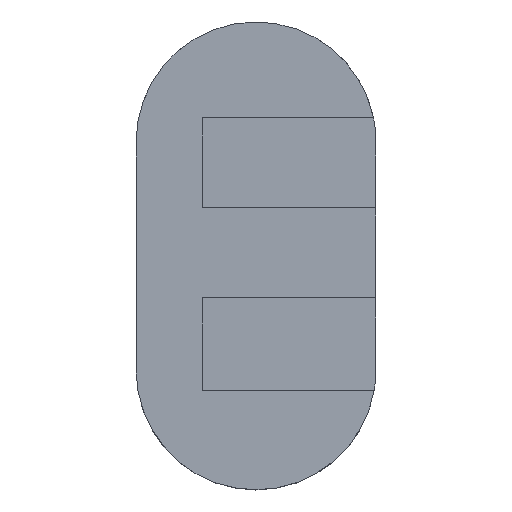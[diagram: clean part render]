
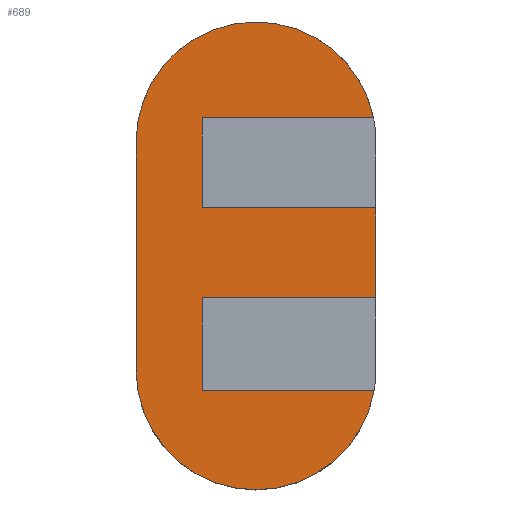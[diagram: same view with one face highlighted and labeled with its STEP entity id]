
A CAD part, top view. The second image highlights one B-rep face of the part: STEP entity #689.
In plain terms, the highlighted planar face has unit normal (0, 0, 1).
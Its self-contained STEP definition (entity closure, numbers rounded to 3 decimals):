
#40=CIRCLE('',#749,2.);
#42=CIRCLE('',#753,2.);
#88=FACE_OUTER_BOUND('',#126,.T.);
#126=EDGE_LOOP('',(#596,#597,#598,#599,#600,#601,#602,#603,#604,#605));
#157=LINE('',#1030,#229);
#161=LINE('',#1038,#233);
#167=LINE('',#1050,#239);
#170=LINE('',#1059,#242);
#174=LINE('',#1067,#246);
#181=LINE('',#1084,#253);
#195=LINE('',#1135,#267);
#199=LINE('',#1147,#271);
#229=VECTOR('',#824,10.);
#233=VECTOR('',#830,10.);
#239=VECTOR('',#840,10.);
#242=VECTOR('',#849,10.);
#246=VECTOR('',#855,10.);
#253=VECTOR('',#872,10.);
#267=VECTOR('',#932,10.);
#271=VECTOR('',#944,10.);
#297=VERTEX_POINT('',#1028);
#298=VERTEX_POINT('',#1029);
#301=VERTEX_POINT('',#1037);
#305=VERTEX_POINT('',#1049);
#307=VERTEX_POINT('',#1057);
#308=VERTEX_POINT('',#1058);
#311=VERTEX_POINT('',#1066);
#315=VERTEX_POINT('',#1078);
#332=VERTEX_POINT('',#1140);
#334=VERTEX_POINT('',#1146);
#369=EDGE_CURVE('',#297,#298,#157,.T.);
#373=EDGE_CURVE('',#298,#301,#161,.T.);
#379=EDGE_CURVE('',#305,#297,#167,.T.);
#383=EDGE_CURVE('',#307,#308,#170,.T.);
#387=EDGE_CURVE('',#308,#311,#174,.T.);
#396=EDGE_CURVE('',#315,#307,#181,.T.);
#422=EDGE_CURVE('',#301,#315,#195,.T.);
#425=EDGE_CURVE('',#332,#305,#40,.T.);
#428=EDGE_CURVE('',#334,#332,#199,.T.);
#431=EDGE_CURVE('',#311,#334,#42,.T.);
#596=ORIENTED_EDGE('',*,*,#373,.T.);
#597=ORIENTED_EDGE('',*,*,#422,.T.);
#598=ORIENTED_EDGE('',*,*,#396,.T.);
#599=ORIENTED_EDGE('',*,*,#383,.T.);
#600=ORIENTED_EDGE('',*,*,#387,.T.);
#601=ORIENTED_EDGE('',*,*,#431,.T.);
#602=ORIENTED_EDGE('',*,*,#428,.T.);
#603=ORIENTED_EDGE('',*,*,#425,.T.);
#604=ORIENTED_EDGE('',*,*,#379,.T.);
#605=ORIENTED_EDGE('',*,*,#369,.T.);
#651=PLANE('',#754);
#689=ADVANCED_FACE('',(#88),#651,.T.);
#749=AXIS2_PLACEMENT_3D('',#1141,#938,#939);
#753=AXIS2_PLACEMENT_3D('',#1151,#950,#951);
#754=AXIS2_PLACEMENT_3D('',#1152,#952,#953);
#824=DIRECTION('',(0.,1.,0.));
#830=DIRECTION('',(1.,0.,0.));
#840=DIRECTION('',(-1.,0.,0.));
#849=DIRECTION('',(0.,1.,0.));
#855=DIRECTION('',(1.,0.,0.));
#872=DIRECTION('',(-1.,0.,0.));
#932=DIRECTION('',(0.,1.,0.));
#938=DIRECTION('center_axis',(0.,0.,1.));
#939=DIRECTION('ref_axis',(-1.,0.,0.));
#944=DIRECTION('',(0.,-1.,0.));
#950=DIRECTION('center_axis',(0.,0.,1.));
#951=DIRECTION('ref_axis',(1.,0.,0.));
#952=DIRECTION('center_axis',(0.,0.,1.));
#953=DIRECTION('ref_axis',(-1.,0.,0.));
#1028=CARTESIAN_POINT('',(17.091,14.5,2.4));
#1029=CARTESIAN_POINT('',(17.091,16.05,2.4));
#1030=CARTESIAN_POINT('',(17.091,16.4,2.4));
#1037=CARTESIAN_POINT('',(19.991,16.05,2.4));
#1038=CARTESIAN_POINT('',(18.991,16.05,2.4));
#1049=CARTESIAN_POINT('',(19.96,14.5,2.4));
#1050=CARTESIAN_POINT('',(17.541,14.5,2.4));
#1057=CARTESIAN_POINT('',(17.091,17.55,2.4));
#1058=CARTESIAN_POINT('',(17.091,19.05,2.4));
#1059=CARTESIAN_POINT('',(17.091,17.9,2.4));
#1066=CARTESIAN_POINT('',(19.951,19.05,2.4));
#1067=CARTESIAN_POINT('',(18.971,19.05,2.4));
#1078=CARTESIAN_POINT('',(19.991,17.55,2.4));
#1084=CARTESIAN_POINT('',(17.541,17.55,2.4));
#1135=CARTESIAN_POINT('',(19.991,14.85,2.4));
#1140=CARTESIAN_POINT('',(15.991,14.85,2.4));
#1141=CARTESIAN_POINT('Origin',(17.991,14.85,2.4));
#1146=CARTESIAN_POINT('',(15.991,18.65,2.4));
#1147=CARTESIAN_POINT('',(15.991,18.65,2.4));
#1151=CARTESIAN_POINT('Origin',(17.991,18.65,2.4));
#1152=CARTESIAN_POINT('Origin',(17.991,16.75,2.4));
